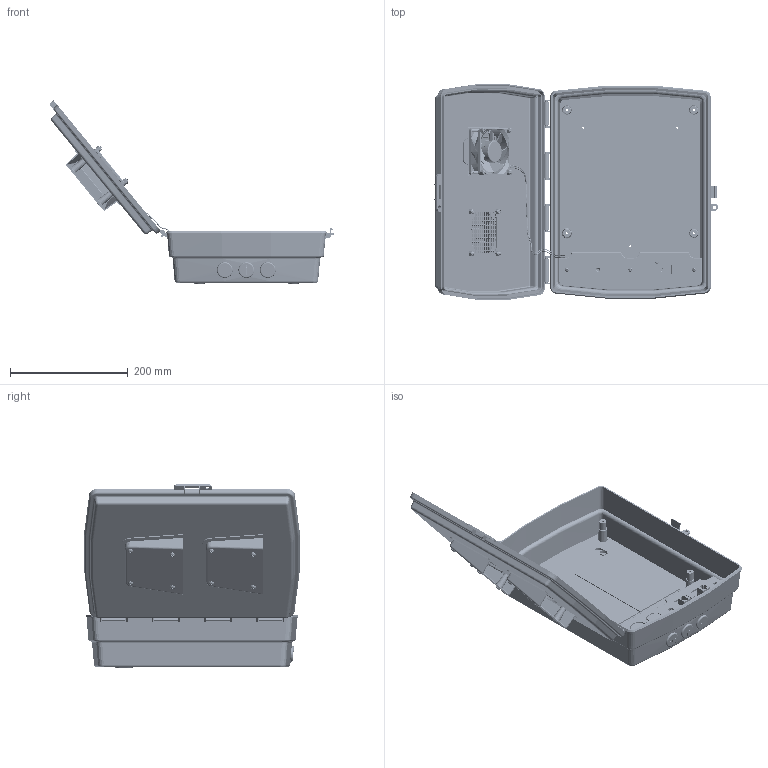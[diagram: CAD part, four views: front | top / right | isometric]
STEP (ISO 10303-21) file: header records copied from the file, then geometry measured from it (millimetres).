
FILE_DESCRIPTION (( 'STEP AP214' ), '1' );
FILE_NAME ('TEP141004-40FW.STEP', '2019-05-08T19:11:33', ( '' ), ( '' ), 'SwSTEP 2.0', 'SolidWorks 2018', '' );
FILE_SCHEMA (( 'AUTOMOTIVE_DESIGN' ));
Length unit declared in the file: inch
Products named in the file (22): 1AJ02-054; XFN-0027; NBP141004_400_Panel; XFW-0026; 1AJ02-056; NBP141004_LowerPlate; NBP141004_Lid-Vented; TEP141004-40FW; 1AJ03-011; NBP141004-FanWire; NBP141004_outletScrew; NBP141004_ConduitGrommit; NBP141004_Velcro tape; NBP141004_PanelScrew; 1AJ02-053; Fan Screen-All Wires-80x80 ALUM; 1AJ02-055; NBP141004_Box; XFN-0026; Fan-80x80x25; HYP311; 1AM07-078
Assembly tree (46 placements, depth 2):
  TEP141004-40FW
    NBP141004_Box
    NBP141004_Lid-Vented
    NBP141004_ConduitGrommit  x3
    NBP141004_LowerPlate
    NBP141004_400_Panel
    NBP141004_Velcro tape  x2
    Fan Screen-All Wires-80x80 ALUM  x2
    NBP141004_PanelScrew  x3
    NBP141004_outletScrew
    XFN-0026  x8
    HYP311
    XFW-0026
    XFN-0027
    1AM07-078  x2
    1AJ02-053  x2
    1AJ02-054  x2
    1AJ03-011  x8
    NBP141004-FanWire
    1AJ02-055  x2
    1AJ02-056  x2
    Fan-80x80x25
Bounding box: 483.06 x 366.88 x 312.42 mm (x, y, z)
Volume: 1202722.6 mm3; surface area: 927829.1 mm2
Topology: 234 solids, 234 shells, 5971 faces, 14004 edges, 8592 vertices
Faces by surface type: cylinder 2362, cone 1664, plane 1367, torus 352, bspline 178, sphere 48
Entity records: 161572 total; most frequent: CARTESIAN_POINT 46054, ORIENTED_EDGE 17706, DIRECTION 17678, EDGE_CURVE 8853, AXIS2_PLACEMENT_3D 6980, VERTEX_POINT 5488, EDGE_LOOP 4175, LINE 3718
